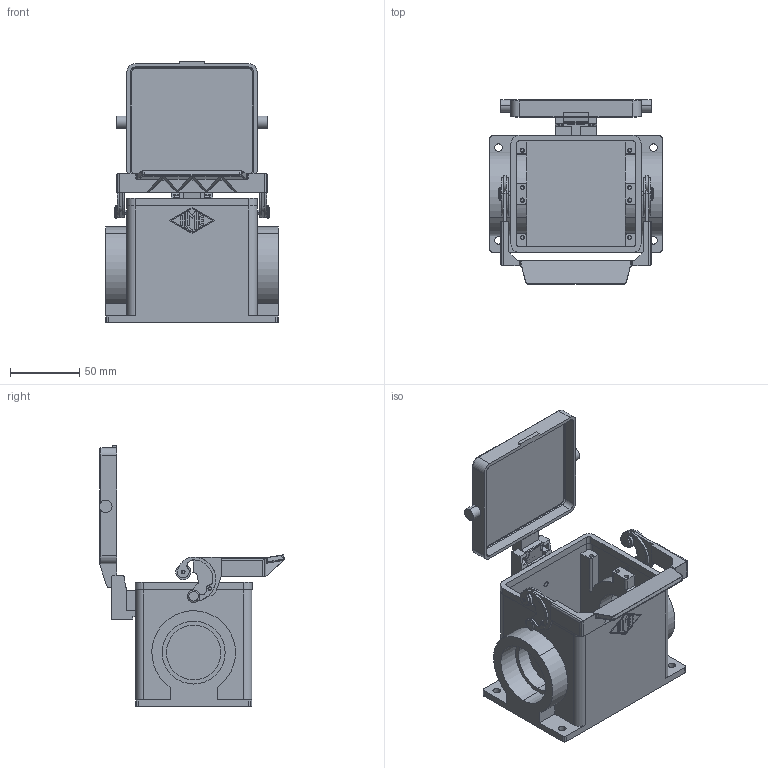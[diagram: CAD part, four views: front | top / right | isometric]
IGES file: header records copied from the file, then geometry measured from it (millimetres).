
Global section: file name: No Iges File Name specified; native system: AutoDesk Inventor R6.1; preprocessor: AutoDesk Inventor Iges Exporter R6.1; author: No Author specified; organization: No Organization specified; date: 20061219.133241; units: millimetre
Bounding box: 125 x 133.59 x 189.2 mm (x, y, z)
Volume: 303800.5 mm3; surface area: 135598.9 mm2
Topology: 6 solids, 6 shells, 651 faces, 1711 edges, 1116 vertices
Faces by surface type: plane 255, bspline 174, cylinder 125, revolution 75, torus 16, cone 6
